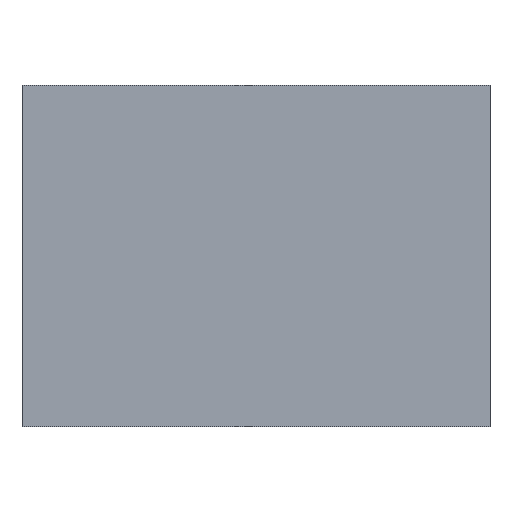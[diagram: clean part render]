
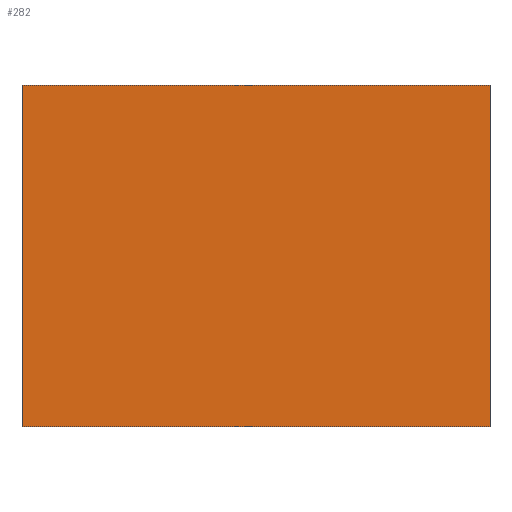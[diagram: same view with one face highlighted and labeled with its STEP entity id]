
A CAD part, top view. The second image highlights one B-rep face of the part: STEP entity #282.
In plain terms, the highlighted planar face has unit normal (0, 0, 1).
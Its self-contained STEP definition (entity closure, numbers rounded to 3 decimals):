
#37=FACE_OUTER_BOUND('',#52,.T.);
#52=EDGE_LOOP('',(#253,#254,#255,#256));
#85=LINE('',#2996,#98);
#88=LINE('',#3002,#101);
#91=LINE('',#3008,#104);
#94=LINE('',#3012,#107);
#98=VECTOR('',#318,10.);
#101=VECTOR('',#323,10.);
#104=VECTOR('',#328,10.);
#107=VECTOR('',#333,10.);
#132=VERTEX_POINT('',#2993);
#133=VERTEX_POINT('',#2995);
#135=VERTEX_POINT('',#3001);
#137=VERTEX_POINT('',#3007);
#169=EDGE_CURVE('',#133,#132,#85,.T.);
#172=EDGE_CURVE('',#135,#133,#88,.T.);
#175=EDGE_CURVE('',#137,#135,#91,.T.);
#178=EDGE_CURVE('',#132,#137,#94,.T.);
#253=ORIENTED_EDGE('',*,*,#178,.T.);
#254=ORIENTED_EDGE('',*,*,#175,.T.);
#255=ORIENTED_EDGE('',*,*,#172,.T.);
#256=ORIENTED_EDGE('',*,*,#169,.T.);
#267=PLANE('',#305);
#282=ADVANCED_FACE('',(#37),#267,.T.);
#305=AXIS2_PLACEMENT_3D('',#3013,#334,#335);
#318=DIRECTION('',(0.,1.,0.));
#323=DIRECTION('',(1.,0.,0.));
#328=DIRECTION('',(0.,-1.,0.));
#333=DIRECTION('',(-1.,0.,0.));
#334=DIRECTION('center_axis',(0.,0.,1.));
#335=DIRECTION('ref_axis',(1.,0.,0.));
#2993=CARTESIAN_POINT('',(185.,0.,120.));
#2995=CARTESIAN_POINT('',(185.,-270.,120.));
#2996=CARTESIAN_POINT('',(185.,0.,120.));
#3001=CARTESIAN_POINT('',(-185.,-270.,120.));
#3002=CARTESIAN_POINT('',(-185.,-270.,120.));
#3007=CARTESIAN_POINT('',(-185.,0.,120.));
#3008=CARTESIAN_POINT('',(-185.,0.,120.));
#3012=CARTESIAN_POINT('',(0.,0.,120.));
#3013=CARTESIAN_POINT('Origin',(0.,-135.,120.));
